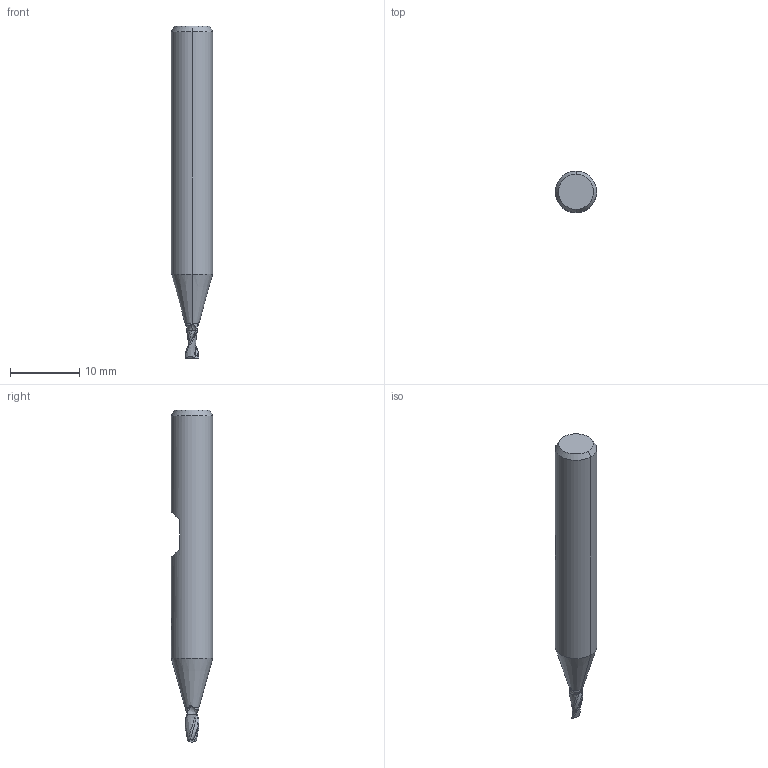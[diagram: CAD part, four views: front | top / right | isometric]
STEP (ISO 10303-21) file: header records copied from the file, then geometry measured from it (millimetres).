
FILE_DESCRIPTION(('no description'),'unknown implementation level');
FILE_NAME('solidbRJPn27MO7MKout1LJf6cX4blWM_1.STP',' ',('CIM GmbH Aachen'),('CADClick - KiM GmbH - www.kimweb.de'),'unknown preprocess','ACIS','unknown authorization');
FILE_SCHEMA(('automotive_design'));
Length unit declared in the file: millimetre
Products named in the file (2): 1; 2
Bounding box: 6 x 6 x 48 mm (x, y, z)
Volume: 1095.2 mm3; surface area: 823.1 mm2
Topology: 2 solids, 2 shells, 69 faces, 190 edges, 125 vertices
Faces by surface type: plane 26, cylinder 13, bspline 12, revolution 10, cone 8
Entity records: 6354 total; most frequent: CARTESIAN_POINT 2569, STYLED_ITEM 386, PRESENTATION_STYLE_ASSIGNMENT 386, COLOUR_RGB 386, ORIENTED_EDGE 380, DIRECTION 269, EDGE_CURVE 190, CURVE_STYLE 190
